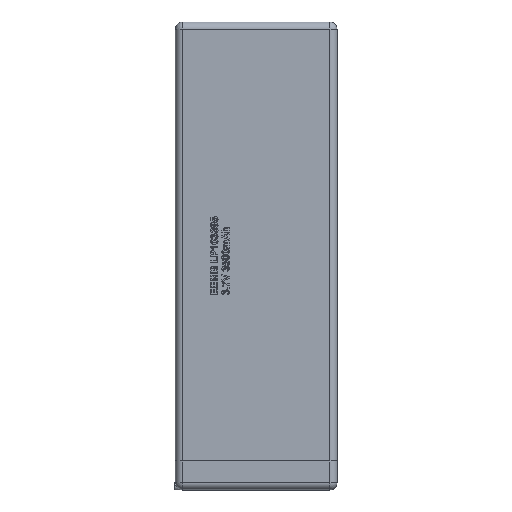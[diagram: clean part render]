
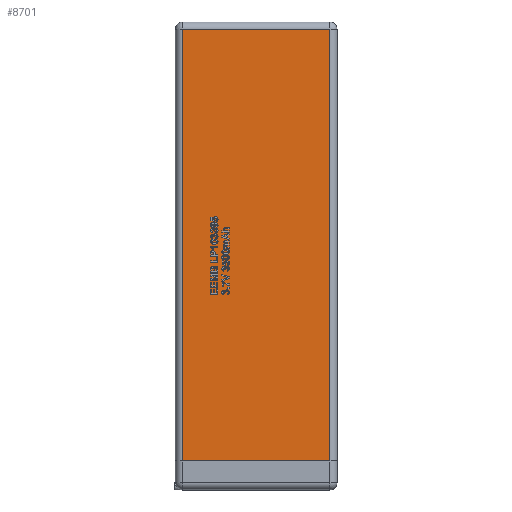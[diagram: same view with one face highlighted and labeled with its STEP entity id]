
A CAD part, top view. The second image highlights one B-rep face of the part: STEP entity #8701.
In plain terms, the highlighted planar face has unit normal (0, 0, 1).
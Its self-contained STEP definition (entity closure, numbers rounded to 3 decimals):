
#961=PLANE('',#9292);
#1163=LINE('',#10837,#1905);
#1171=LINE('',#10866,#1913);
#1174=LINE('',#10873,#1916);
#1177=LINE('',#10881,#1919);
#1905=VECTOR('',#9560,10.);
#1913=VECTOR('',#9594,10.);
#1916=VECTOR('',#9601,10.);
#1919=VECTOR('',#9610,10.);
#2675=FACE_OUTER_BOUND('',#3187,.T.);
#3187=EDGE_LOOP('',(#6025,#6026,#6027,#6028));
#3743=VERTEX_POINT('',#10825);
#3746=VERTEX_POINT('',#10835);
#3753=VERTEX_POINT('',#10857);
#3755=VERTEX_POINT('',#10869);
#4640=EDGE_CURVE('',#3746,#3743,#1163,.T.);
#4655=EDGE_CURVE('',#3743,#3753,#1171,.T.);
#4659=EDGE_CURVE('',#3753,#3755,#1174,.T.);
#4663=EDGE_CURVE('',#3746,#3755,#1177,.T.);
#6025=ORIENTED_EDGE('',*,*,#4659,.F.);
#6026=ORIENTED_EDGE('',*,*,#4655,.F.);
#6027=ORIENTED_EDGE('',*,*,#4640,.F.);
#6028=ORIENTED_EDGE('',*,*,#4663,.T.);
#8701=ADVANCED_FACE('',(#2675),#961,.T.);
#9292=AXIS2_PLACEMENT_3D('',#10880,#9608,#9609);
#9560=DIRECTION('',(0.,1.,0.));
#9594=DIRECTION('',(1.,0.,0.));
#9601=DIRECTION('',(0.,-1.,0.));
#9608=DIRECTION('center_axis',(0.,0.,1.));
#9609=DIRECTION('ref_axis',(1.,0.,0.));
#9610=DIRECTION('',(1.,0.,0.));
#10825=CARTESIAN_POINT('',(-15.25,47.,10.3));
#10835=CARTESIAN_POINT('',(-15.25,-42.5,10.3));
#10837=CARTESIAN_POINT('',(-15.25,25.75,10.3));
#10857=CARTESIAN_POINT('',(15.25,47.,10.3));
#10866=CARTESIAN_POINT('',(8.375,47.,10.3));
#10869=CARTESIAN_POINT('',(15.25,-42.5,10.3));
#10873=CARTESIAN_POINT('',(15.25,-19.75,10.3));
#10880=CARTESIAN_POINT('Origin',(0.,3.,
10.3));
#10881=CARTESIAN_POINT('',(16.75,-42.5,10.3));
